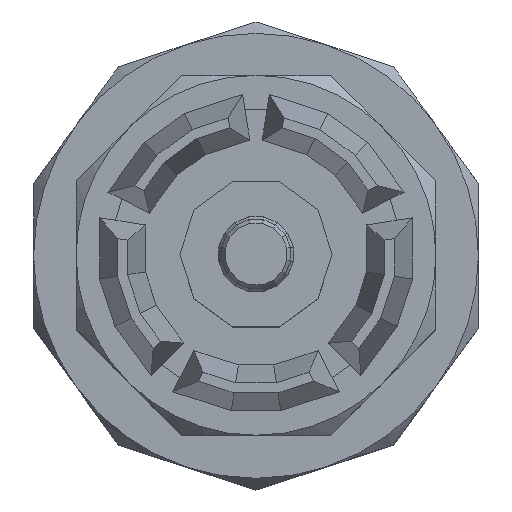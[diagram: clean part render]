
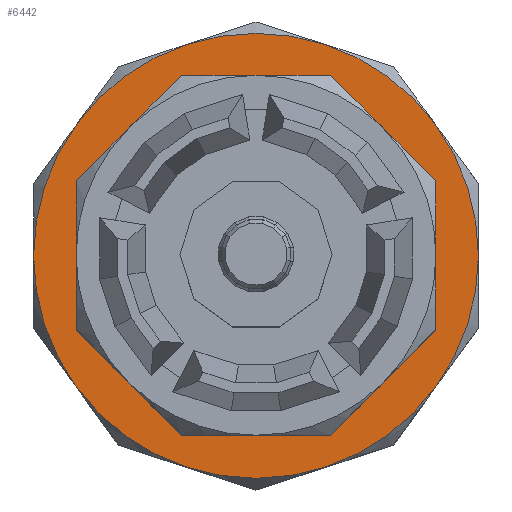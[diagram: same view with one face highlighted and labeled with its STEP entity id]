
A CAD part, top view. The second image highlights one B-rep face of the part: STEP entity #6442.
In plain terms, the highlighted planar face has unit normal (0, 0, 1).
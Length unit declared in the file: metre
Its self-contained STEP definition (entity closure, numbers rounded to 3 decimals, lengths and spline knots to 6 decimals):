
#143=CIRCLE('',#6869,0.01);
#144=CIRCLE('',#6870,0.01);
#145=CIRCLE('',#6871,0.01);
#146=CIRCLE('',#6872,0.01);
#147=CIRCLE('',#6873,0.01);
#148=CIRCLE('',#6874,0.01);
#149=CIRCLE('',#6875,0.01);
#150=CIRCLE('',#6876,0.01);
#151=CIRCLE('',#6877,0.01);
#152=CIRCLE('',#6878,0.01);
#243=ORIENTED_EDGE('',*,*,#2133,.T.);
#244=ORIENTED_EDGE('',*,*,#2134,.T.);
#245=ORIENTED_EDGE('',*,*,#2135,.T.);
#246=ORIENTED_EDGE('',*,*,#2136,.T.);
#247=ORIENTED_EDGE('',*,*,#2137,.T.);
#248=ORIENTED_EDGE('',*,*,#2138,.T.);
#249=ORIENTED_EDGE('',*,*,#2139,.T.);
#250=ORIENTED_EDGE('',*,*,#2140,.T.);
#251=ORIENTED_EDGE('',*,*,#2141,.T.);
#252=ORIENTED_EDGE('',*,*,#2142,.T.);
#253=ORIENTED_EDGE('',*,*,#2143,.F.);
#254=ORIENTED_EDGE('',*,*,#2144,.F.);
#255=ORIENTED_EDGE('',*,*,#2145,.F.);
#256=ORIENTED_EDGE('',*,*,#2146,.F.);
#257=ORIENTED_EDGE('',*,*,#2147,.F.);
#258=ORIENTED_EDGE('',*,*,#2148,.F.);
#259=ORIENTED_EDGE('',*,*,#2149,.F.);
#260=ORIENTED_EDGE('',*,*,#2150,.F.);
#2133=EDGE_CURVE('',#3076,#3077,#143,.T.);
#2134=EDGE_CURVE('',#3077,#3078,#144,.T.);
#2135=EDGE_CURVE('',#3078,#3079,#145,.T.);
#2136=EDGE_CURVE('',#3079,#3080,#146,.T.);
#2137=EDGE_CURVE('',#3080,#3081,#147,.T.);
#2138=EDGE_CURVE('',#3081,#3082,#148,.T.);
#2139=EDGE_CURVE('',#3082,#3083,#149,.T.);
#2140=EDGE_CURVE('',#3083,#3084,#150,.T.);
#2141=EDGE_CURVE('',#3084,#3085,#151,.T.);
#2142=EDGE_CURVE('',#3085,#3076,#152,.T.);
#2143=EDGE_CURVE('',#3086,#3087,#3644,.T.);
#2144=EDGE_CURVE('',#3088,#3086,#3645,.T.);
#2145=EDGE_CURVE('',#3089,#3088,#3646,.T.);
#2146=EDGE_CURVE('',#3090,#3089,#3647,.T.);
#2147=EDGE_CURVE('',#3091,#3090,#3648,.T.);
#2148=EDGE_CURVE('',#3092,#3091,#3649,.T.);
#2149=EDGE_CURVE('',#3093,#3092,#3650,.T.);
#2150=EDGE_CURVE('',#3087,#3093,#3651,.T.);
#3076=VERTEX_POINT('',#9721);
#3077=VERTEX_POINT('',#9722);
#3078=VERTEX_POINT('',#9724);
#3079=VERTEX_POINT('',#9726);
#3080=VERTEX_POINT('',#9728);
#3081=VERTEX_POINT('',#9730);
#3082=VERTEX_POINT('',#9732);
#3083=VERTEX_POINT('',#9734);
#3084=VERTEX_POINT('',#9736);
#3085=VERTEX_POINT('',#9738);
#3086=VERTEX_POINT('',#9741);
#3087=VERTEX_POINT('',#9742);
#3088=VERTEX_POINT('',#9744);
#3089=VERTEX_POINT('',#9746);
#3090=VERTEX_POINT('',#9748);
#3091=VERTEX_POINT('',#9750);
#3092=VERTEX_POINT('',#9752);
#3093=VERTEX_POINT('',#9754);
#3644=LINE('',#9740,#4469);
#3645=LINE('',#9743,#4470);
#3646=LINE('',#9745,#4471);
#3647=LINE('',#9747,#4472);
#3648=LINE('',#9749,#4473);
#3649=LINE('',#9751,#4474);
#3650=LINE('',#9753,#4475);
#3651=LINE('',#9755,#4476);
#4469=VECTOR('',#7376,1.);
#4470=VECTOR('',#7377,1.);
#4471=VECTOR('',#7378,1.);
#4472=VECTOR('',#7379,1.);
#4473=VECTOR('',#7380,1.);
#4474=VECTOR('',#7381,1.);
#4475=VECTOR('',#7382,1.);
#4476=VECTOR('',#7383,1.);
#5256=EDGE_LOOP('',(#243,#244,#245,#246,#247,#248,#249,#250,#251,#252));
#5257=EDGE_LOOP('',(#253,#254,#255,#256,#257,#258,#259,#260));
#5673=FACE_BOUND('',#5256,.T.);
#5674=FACE_BOUND('',#5257,.T.);
#6087=PLANE('',#6868);
#6442=ADVANCED_FACE('',(#5673,#5674),#6087,.T.);
#6868=AXIS2_PLACEMENT_3D('',#9719,#7354,#7355);
#6869=AXIS2_PLACEMENT_3D('',#9720,#7356,#7357);
#6870=AXIS2_PLACEMENT_3D('',#9723,#7358,#7359);
#6871=AXIS2_PLACEMENT_3D('',#9725,#7360,#7361);
#6872=AXIS2_PLACEMENT_3D('',#9727,#7362,#7363);
#6873=AXIS2_PLACEMENT_3D('',#9729,#7364,#7365);
#6874=AXIS2_PLACEMENT_3D('',#9731,#7366,#7367);
#6875=AXIS2_PLACEMENT_3D('',#9733,#7368,#7369);
#6876=AXIS2_PLACEMENT_3D('',#9735,#7370,#7371);
#6877=AXIS2_PLACEMENT_3D('',#9737,#7372,#7373);
#6878=AXIS2_PLACEMENT_3D('',#9739,#7374,#7375);
#7354=DIRECTION('',(0.,0.,1.));
#7355=DIRECTION('',(1.,0.,0.));
#7356=DIRECTION('',(0.,0.,1.));
#7357=DIRECTION('',(1.,0.,0.));
#7358=DIRECTION('',(0.,0.,1.));
#7359=DIRECTION('',(1.,0.,0.));
#7360=DIRECTION('',(0.,0.,1.));
#7361=DIRECTION('',(1.,0.,0.));
#7362=DIRECTION('',(0.,0.,1.));
#7363=DIRECTION('',(1.,0.,0.));
#7364=DIRECTION('',(0.,0.,1.));
#7365=DIRECTION('',(1.,0.,0.));
#7366=DIRECTION('',(0.,0.,1.));
#7367=DIRECTION('',(1.,0.,0.));
#7368=DIRECTION('',(0.,0.,1.));
#7369=DIRECTION('',(1.,0.,0.));
#7370=DIRECTION('',(0.,0.,1.));
#7371=DIRECTION('',(1.,0.,0.));
#7372=DIRECTION('',(0.,0.,1.));
#7373=DIRECTION('',(1.,0.,0.));
#7374=DIRECTION('',(0.,0.,1.));
#7375=DIRECTION('',(1.,0.,0.));
#7376=DIRECTION('',(0.,1.,0.));
#7377=DIRECTION('',(0.707,0.707,0.));
#7378=DIRECTION('',(1.,0.,0.));
#7379=DIRECTION('',(0.707,-0.707,0.));
#7380=DIRECTION('',(0.,-1.,0.));
#7381=DIRECTION('',(-0.707,-0.707,0.));
#7382=DIRECTION('',(-1.,0.,0.));
#7383=DIRECTION('',(-0.707,0.707,0.));
#9719=CARTESIAN_POINT('',(0.,0.,0.008));
#9720=CARTESIAN_POINT('',(0.,0.,0.008));
#9721=CARTESIAN_POINT('',(0.00809,-0.005878,0.008));
#9722=CARTESIAN_POINT('',(0.01,0.,0.008));
#9723=CARTESIAN_POINT('',(0.,0.,0.008));
#9724=CARTESIAN_POINT('',(0.00809,0.005878,0.008));
#9725=CARTESIAN_POINT('',(0.,0.,0.008));
#9726=CARTESIAN_POINT('',(0.00309,0.009511,0.008));
#9727=CARTESIAN_POINT('',(0.,0.,0.008));
#9728=CARTESIAN_POINT('',(-0.00309,0.009511,0.008));
#9729=CARTESIAN_POINT('',(0.,0.,0.008));
#9730=CARTESIAN_POINT('',(-0.00809,0.005878,0.008));
#9731=CARTESIAN_POINT('',(0.,0.,0.008));
#9732=CARTESIAN_POINT('',(-0.01,0.,0.008));
#9733=CARTESIAN_POINT('',(0.,0.,0.008));
#9734=CARTESIAN_POINT('',(-0.00809,-0.005878,0.008));
#9735=CARTESIAN_POINT('',(0.,0.,0.008));
#9736=CARTESIAN_POINT('',(-0.00309,-0.009511,0.008));
#9737=CARTESIAN_POINT('',(0.,0.,0.008));
#9738=CARTESIAN_POINT('',(0.00309,-0.009511,0.008));
#9739=CARTESIAN_POINT('',(0.,0.,0.008));
#9740=CARTESIAN_POINT('',(0.00809,0.,0.008));
#9741=CARTESIAN_POINT('',(0.00809,-0.003351,0.008));
#9742=CARTESIAN_POINT('',(0.00809,0.003351,0.008));
#9743=CARTESIAN_POINT('',(0.005721,-0.005721,0.008));
#9744=CARTESIAN_POINT('',(0.003351,-0.00809,0.008));
#9745=CARTESIAN_POINT('',(0.,-0.00809,0.008));
#9746=CARTESIAN_POINT('',(-0.003351,-0.00809,0.008));
#9747=CARTESIAN_POINT('',(-0.005721,-0.005721,0.008));
#9748=CARTESIAN_POINT('',(-0.00809,-0.003351,0.008));
#9749=CARTESIAN_POINT('',(-0.00809,0.,0.008));
#9750=CARTESIAN_POINT('',(-0.00809,0.003351,0.008));
#9751=CARTESIAN_POINT('',(-0.005721,0.005721,0.008));
#9752=CARTESIAN_POINT('',(-0.003351,0.00809,0.008));
#9753=CARTESIAN_POINT('',(0.,0.00809,0.008));
#9754=CARTESIAN_POINT('',(0.003351,0.00809,0.008));
#9755=CARTESIAN_POINT('',(0.005721,0.005721,0.008));
